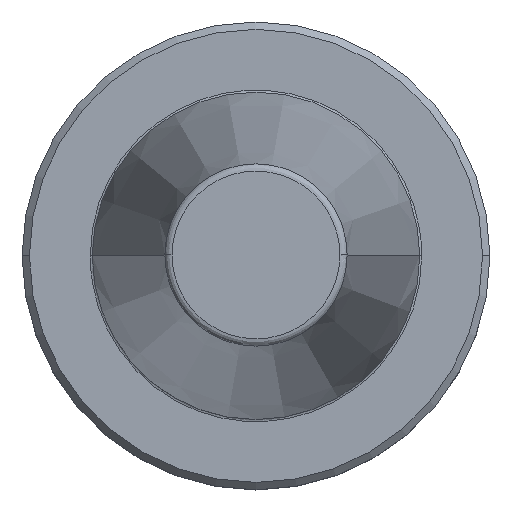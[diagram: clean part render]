
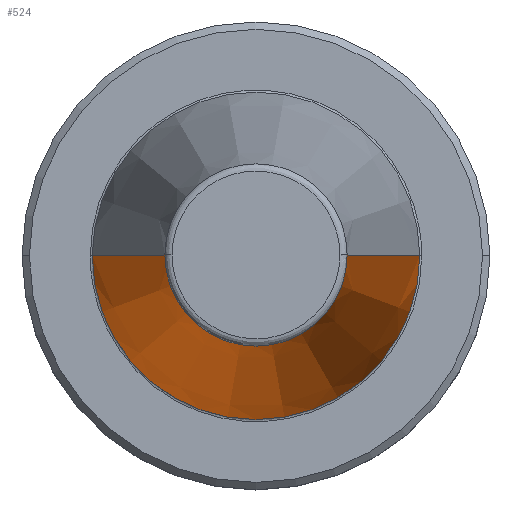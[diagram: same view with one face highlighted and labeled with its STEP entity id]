
A CAD part, top view. The second image highlights one B-rep face of the part: STEP entity #524.
In plain terms, the highlighted conical face has half-angle 8.297 degrees and reference radius 22.225 mm.
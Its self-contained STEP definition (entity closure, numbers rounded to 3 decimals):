
#43 = VERTEX_POINT ( 'NONE', #1164 ) ;
#94 = EDGE_CURVE ( 'NONE', #1201, #43, #432, .T. ) ;
#133 = DIRECTION ( 'NONE',  ( -0.144, 0., -0.99 ) ) ;
#150 = CONICAL_SURFACE ( 'NONE', #785, 22.225, 0.145 ) ;
#151 = CARTESIAN_POINT ( 'NONE',  ( -22.225, 0., 0. ) ) ;
#155 = VERTEX_POINT ( 'NONE', #183 ) ;
#174 = EDGE_LOOP ( 'NONE', ( #583, #1196, #828, #303 ) ) ;
#183 = CARTESIAN_POINT ( 'NONE',  ( 22.225, 0., 0. ) ) ;
#217 = CARTESIAN_POINT ( 'NONE',  ( 22.225, 0., 0. ) ) ;
#275 = EDGE_CURVE ( 'NONE', #155, #1019, #1312, .T. ) ;
#303 = ORIENTED_EDGE ( 'NONE', *, *, #275, .F. ) ;
#323 = CARTESIAN_POINT ( 'NONE',  ( 0., 0., 0. ) ) ;
#357 = DIRECTION ( 'NONE',  ( 0.144, 0., -0.99 ) ) ;
#432 = CIRCLE ( 'NONE', #1158, 12.375 ) ;
#433 = CARTESIAN_POINT ( 'NONE',  ( 12.375, 0., 67.544 ) ) ;
#438 = DIRECTION ( 'NONE',  ( 1., 0., 0. ) ) ;
#473 = DIRECTION ( 'NONE',  ( 0., 0., -1. ) ) ;
#524 = ADVANCED_FACE ( 'NONE', ( #797 ), #150, .T. ) ;
#576 = LINE ( 'NONE', #151, #1506 ) ;
#579 = AXIS2_PLACEMENT_3D ( 'NONE', #323, #1144, #438 ) ;
#583 = ORIENTED_EDGE ( 'NONE', *, *, #750, .F. ) ;
#722 = DIRECTION ( 'NONE',  ( -1., 0., 0. ) ) ;
#750 = EDGE_CURVE ( 'NONE', #1201, #155, #891, .T. ) ;
#785 = AXIS2_PLACEMENT_3D ( 'NONE', #1446, #1072, #722 ) ;
#797 = FACE_OUTER_BOUND ( 'NONE', #174, .T. ) ;
#813 = CARTESIAN_POINT ( 'NONE',  ( 0., 0., 67.544 ) ) ;
#828 = ORIENTED_EDGE ( 'NONE', *, *, #841, .T. ) ;
#841 = EDGE_CURVE ( 'NONE', #43, #1019, #576, .T. ) ;
#863 = CARTESIAN_POINT ( 'NONE',  ( -22.225, 0., 0. ) ) ;
#891 = LINE ( 'NONE', #217, #1290 ) ;
#1019 = VERTEX_POINT ( 'NONE', #863 ) ;
#1072 = DIRECTION ( 'NONE',  ( 0., 0., -1. ) ) ;
#1144 = DIRECTION ( 'NONE',  ( 0., 0., -1. ) ) ;
#1158 = AXIS2_PLACEMENT_3D ( 'NONE', #813, #473, #1520 ) ;
#1164 = CARTESIAN_POINT ( 'NONE',  ( -12.375, 0., 67.544 ) ) ;
#1196 = ORIENTED_EDGE ( 'NONE', *, *, #94, .T. ) ;
#1201 = VERTEX_POINT ( 'NONE', #433 ) ;
#1290 = VECTOR ( 'NONE', #357, 1000. ) ;
#1312 = CIRCLE ( 'NONE', #579, 22.225 ) ;
#1446 = CARTESIAN_POINT ( 'NONE',  ( 0., 0., 0. ) ) ;
#1506 = VECTOR ( 'NONE', #133, 1000. ) ;
#1520 = DIRECTION ( 'NONE',  ( -1., 0., 0. ) ) ;
